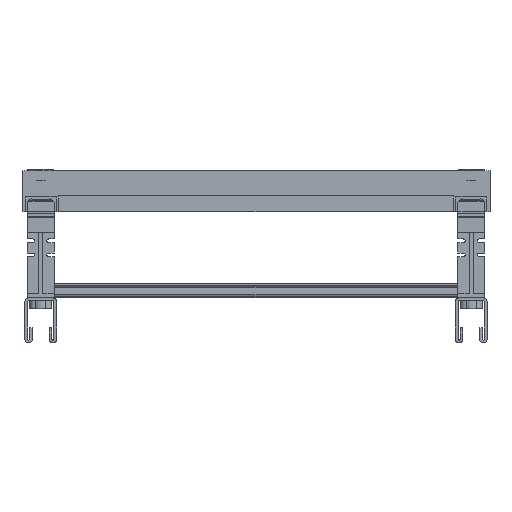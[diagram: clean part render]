
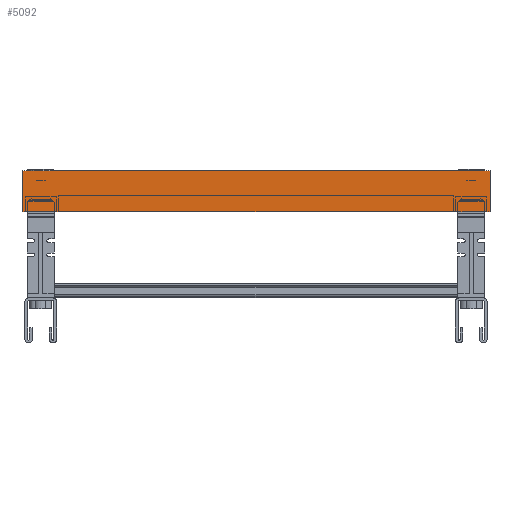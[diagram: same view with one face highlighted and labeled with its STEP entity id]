
A CAD part, front view. The second image highlights one B-rep face of the part: STEP entity #5092.
In plain terms, the highlighted planar face has unit normal (0, -1, 0).
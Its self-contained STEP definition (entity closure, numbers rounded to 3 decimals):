
#5092=ADVANCED_FACE('',(#13106),#13107,.F.);
#13106=FACE_OUTER_BOUND('',#24992,.T.);
#13107=PLANE('',#24993);
#24992=EDGE_LOOP('',(#38052,#38053,#38054,#38055));
#24993=AXIS2_PLACEMENT_3D('',#38056,#38057,#38058);
#38052=ORIENTED_EDGE('',*,*,#73240,.T.);
#38053=ORIENTED_EDGE('',*,*,#73241,.T.);
#38054=ORIENTED_EDGE('',*,*,#73242,.T.);
#38055=ORIENTED_EDGE('',*,*,#72795,.T.);
#38056=CARTESIAN_POINT('',(125.0,0.0,81.001));
#38057=DIRECTION('',(-0.0,1.0,0.0));
#38058=DIRECTION('',(1.0,0.0,0.0));
#72795=EDGE_CURVE('',#87353,#87351,#87354,.T.);
#73240=EDGE_CURVE('',#87351,#88002,#88003,.T.);
#73241=EDGE_CURVE('',#88002,#88004,#88005,.T.);
#73242=EDGE_CURVE('',#88004,#87353,#88006,.T.);
#87351=VERTEX_POINT('',#108898);
#87353=VERTEX_POINT('',#108901);
#87354=LINE('',#108902,#108903);
#88002=VERTEX_POINT('',#109764);
#88003=LINE('',#109765,#109766);
#88004=VERTEX_POINT('',#109767);
#88005=LINE('',#109768,#109769);
#88006=LINE('',#109770,#109771);
#108898=CARTESIAN_POINT('',(250.0,0.0,70.001));
#108901=CARTESIAN_POINT('',(0.0,0.0,70.001));
#108902=CARTESIAN_POINT('',(125.0,0.0,70.001));
#108903=VECTOR('',#138438,1.0);
#109764=CARTESIAN_POINT('',(250.0,0.0,92.001));
#109765=CARTESIAN_POINT('',(250.0,0.0,81.001));
#109766=VECTOR('',#138982,1.0);
#109767=CARTESIAN_POINT('',(0.0,0.0,92.001));
#109768=CARTESIAN_POINT('',(125.0,0.0,92.001));
#109769=VECTOR('',#138983,1.0);
#109770=CARTESIAN_POINT('',(0.0,0.0,81.001));
#109771=VECTOR('',#138984,1.0);
#138438=DIRECTION('',(1.0,0.0,0.0));
#138982=DIRECTION('',(0.0,0.0,1.0));
#138983=DIRECTION('',(-1.0,0.0,0.0));
#138984=DIRECTION('',(0.0,0.0,-1.0));
